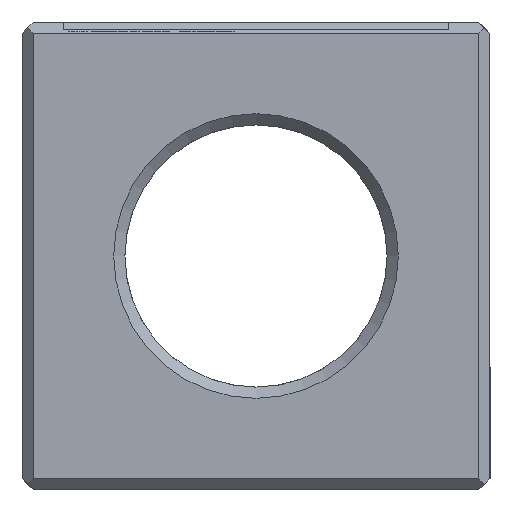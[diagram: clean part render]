
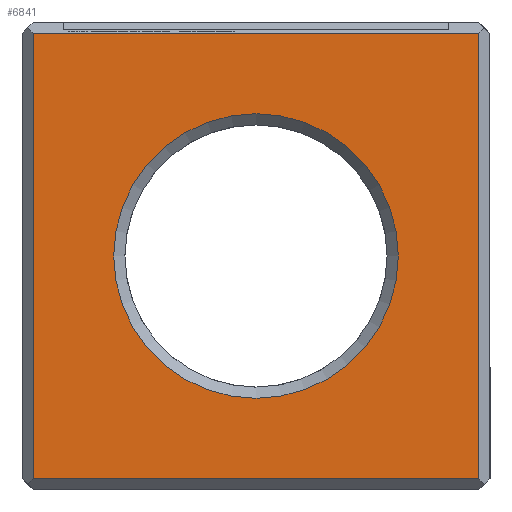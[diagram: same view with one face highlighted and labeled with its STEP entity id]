
A CAD part, left-side view. The second image highlights one B-rep face of the part: STEP entity #6841.
In plain terms, the highlighted planar face has unit normal (-1, 0, 0).
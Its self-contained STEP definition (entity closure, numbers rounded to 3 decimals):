
#72 = PLANE('',#73);
#73 = AXIS2_PLACEMENT_3D('',#74,#75,#76);
#74 = CARTESIAN_POINT('',(0.,0.,0.3));
#75 = DIRECTION('',(-0.707,0.,-0.707)
  );
#76 = DIRECTION('',(0.707,0.,-0.707));
#1482 = PLANE('',#1483);
#1483 = AXIS2_PLACEMENT_3D('',#1484,#1485,#1486);
#1484 = CARTESIAN_POINT('',(0.3,12.5,0.));
#1485 = DIRECTION('',(0.707,-0.707,0.));
#1486 = DIRECTION('',(-0.707,-0.707,0.));
#1713 = PLANE('',#1714);
#1714 = AXIS2_PLACEMENT_3D('',#1715,#1716,#1717);
#1715 = CARTESIAN_POINT('',(0.3,0.,0.));
#1716 = DIRECTION('',(-0.707,-0.707,0.));
#1717 = DIRECTION('',(-0.707,0.707,0.));
#1781 = VERTEX_POINT('',#1782);
#1782 = CARTESIAN_POINT('',(0.,0.3,0.3));
#1803 = EDGE_CURVE('',#1781,#1804,#1806,.T.);
#1804 = VERTEX_POINT('',#1805);
#1805 = CARTESIAN_POINT('',(0.,12.2,0.3));
#1806 = SURFACE_CURVE('',#1807,(#1811,#1818),.PCURVE_S1.);
#1807 = LINE('',#1808,#1809);
#1808 = CARTESIAN_POINT('',(0.,0.,0.3));
#1809 = VECTOR('',#1810,1.);
#1810 = DIRECTION('',(0.,1.,0.));
#1811 = PCURVE('',#72,#1812);
#1812 = DEFINITIONAL_REPRESENTATION('',(#1813),#1817);
#1813 = LINE('',#1814,#1815);
#1814 = CARTESIAN_POINT('',(0.,0.));
#1815 = VECTOR('',#1816,1.);
#1816 = DIRECTION('',(0.,-1.));
#1817 = ( GEOMETRIC_REPRESENTATION_CONTEXT(2) 
PARAMETRIC_REPRESENTATION_CONTEXT() REPRESENTATION_CONTEXT('2D SPACE',''
  ) );
#1818 = PCURVE('',#1819,#1824);
#1819 = PLANE('',#1820);
#1820 = AXIS2_PLACEMENT_3D('',#1821,#1822,#1823);
#1821 = CARTESIAN_POINT('',(0.,12.5,0.));
#1822 = DIRECTION('',(1.,0.,0.));
#1823 = DIRECTION('',(0.,-1.,0.));
#1824 = DEFINITIONAL_REPRESENTATION('',(#1825),#1829);
#1825 = LINE('',#1826,#1827);
#1826 = CARTESIAN_POINT('',(12.5,-0.3));
#1827 = VECTOR('',#1828,1.);
#1828 = DIRECTION('',(-1.,0.));
#1829 = ( GEOMETRIC_REPRESENTATION_CONTEXT(2) 
PARAMETRIC_REPRESENTATION_CONTEXT() REPRESENTATION_CONTEXT('2D SPACE',''
  ) );
#5218 = VERTEX_POINT('',#5219);
#5219 = CARTESIAN_POINT('',(0.,12.2,12.2));
#5233 = PLANE('',#5234);
#5234 = AXIS2_PLACEMENT_3D('',#5235,#5236,#5237);
#5235 = CARTESIAN_POINT('',(0.3,0.,12.5));
#5236 = DIRECTION('',(-0.707,0.,0.707
    ));
#5237 = DIRECTION('',(-0.707,0.,-0.707
    ));
#5245 = EDGE_CURVE('',#1804,#5218,#5246,.T.);
#5246 = SURFACE_CURVE('',#5247,(#5251,#5258),.PCURVE_S1.);
#5247 = LINE('',#5248,#5249);
#5248 = CARTESIAN_POINT('',(0.,12.2,0.));
#5249 = VECTOR('',#5250,1.);
#5250 = DIRECTION('',(0.,0.,1.));
#5251 = PCURVE('',#1482,#5252);
#5252 = DEFINITIONAL_REPRESENTATION('',(#5253),#5257);
#5253 = LINE('',#5254,#5255);
#5254 = CARTESIAN_POINT('',(0.424,-0.));
#5255 = VECTOR('',#5256,1.);
#5256 = DIRECTION('',(0.,-1.));
#5257 = ( GEOMETRIC_REPRESENTATION_CONTEXT(2) 
PARAMETRIC_REPRESENTATION_CONTEXT() REPRESENTATION_CONTEXT('2D SPACE',''
  ) );
#5258 = PCURVE('',#1819,#5259);
#5259 = DEFINITIONAL_REPRESENTATION('',(#5260),#5264);
#5260 = LINE('',#5261,#5262);
#5261 = CARTESIAN_POINT('',(0.3,0.));
#5262 = VECTOR('',#5263,1.);
#5263 = DIRECTION('',(0.,-1.));
#5264 = ( GEOMETRIC_REPRESENTATION_CONTEXT(2) 
PARAMETRIC_REPRESENTATION_CONTEXT() REPRESENTATION_CONTEXT('2D SPACE',''
  ) );
#6798 = VERTEX_POINT('',#6799);
#6799 = CARTESIAN_POINT('',(0.,0.3,12.2));
#6820 = EDGE_CURVE('',#1781,#6798,#6821,.T.);
#6821 = SURFACE_CURVE('',#6822,(#6826,#6833),.PCURVE_S1.);
#6822 = LINE('',#6823,#6824);
#6823 = CARTESIAN_POINT('',(0.,0.3,0.));
#6824 = VECTOR('',#6825,1.);
#6825 = DIRECTION('',(0.,0.,1.));
#6826 = PCURVE('',#1713,#6827);
#6827 = DEFINITIONAL_REPRESENTATION('',(#6828),#6832);
#6828 = LINE('',#6829,#6830);
#6829 = CARTESIAN_POINT('',(0.424,0.));
#6830 = VECTOR('',#6831,1.);
#6831 = DIRECTION('',(0.,-1.));
#6832 = ( GEOMETRIC_REPRESENTATION_CONTEXT(2) 
PARAMETRIC_REPRESENTATION_CONTEXT() REPRESENTATION_CONTEXT('2D SPACE',''
  ) );
#6833 = PCURVE('',#1819,#6834);
#6834 = DEFINITIONAL_REPRESENTATION('',(#6835),#6839);
#6835 = LINE('',#6836,#6837);
#6836 = CARTESIAN_POINT('',(12.2,0.));
#6837 = VECTOR('',#6838,1.);
#6838 = DIRECTION('',(0.,-1.));
#6839 = ( GEOMETRIC_REPRESENTATION_CONTEXT(2) 
PARAMETRIC_REPRESENTATION_CONTEXT() REPRESENTATION_CONTEXT('2D SPACE',''
  ) );
#6841 = ADVANCED_FACE('',(#6842,#6868),#1819,.F.);
#6842 = FACE_BOUND('',#6843,.F.);
#6843 = EDGE_LOOP('',(#6844,#6845,#6846,#6847));
#6844 = ORIENTED_EDGE('',*,*,#6820,.F.);
#6845 = ORIENTED_EDGE('',*,*,#1803,.T.);
#6846 = ORIENTED_EDGE('',*,*,#5245,.T.);
#6847 = ORIENTED_EDGE('',*,*,#6848,.F.);
#6848 = EDGE_CURVE('',#6798,#5218,#6849,.T.);
#6849 = SURFACE_CURVE('',#6850,(#6854,#6861),.PCURVE_S1.);
#6850 = LINE('',#6851,#6852);
#6851 = CARTESIAN_POINT('',(0.,0.,12.2));
#6852 = VECTOR('',#6853,1.);
#6853 = DIRECTION('',(0.,1.,0.));
#6854 = PCURVE('',#1819,#6855);
#6855 = DEFINITIONAL_REPRESENTATION('',(#6856),#6860);
#6856 = LINE('',#6857,#6858);
#6857 = CARTESIAN_POINT('',(12.5,-12.2));
#6858 = VECTOR('',#6859,1.);
#6859 = DIRECTION('',(-1.,0.));
#6860 = ( GEOMETRIC_REPRESENTATION_CONTEXT(2) 
PARAMETRIC_REPRESENTATION_CONTEXT() REPRESENTATION_CONTEXT('2D SPACE',''
  ) );
#6861 = PCURVE('',#5233,#6862);
#6862 = DEFINITIONAL_REPRESENTATION('',(#6863),#6867);
#6863 = LINE('',#6864,#6865);
#6864 = CARTESIAN_POINT('',(0.424,0.));
#6865 = VECTOR('',#6866,1.);
#6866 = DIRECTION('',(0.,-1.));
#6867 = ( GEOMETRIC_REPRESENTATION_CONTEXT(2) 
PARAMETRIC_REPRESENTATION_CONTEXT() REPRESENTATION_CONTEXT('2D SPACE',''
  ) );
#6868 = FACE_BOUND('',#6869,.F.);
#6869 = EDGE_LOOP('',(#6870));
#6870 = ORIENTED_EDGE('',*,*,#6871,.T.);
#6871 = EDGE_CURVE('',#6872,#6872,#6874,.T.);
#6872 = VERTEX_POINT('',#6873);
#6873 = CARTESIAN_POINT('',(0.,2.45,6.25));
#6874 = SURFACE_CURVE('',#6875,(#6880,#6891),.PCURVE_S1.);
#6875 = CIRCLE('',#6876,3.8);
#6876 = AXIS2_PLACEMENT_3D('',#6877,#6878,#6879);
#6877 = CARTESIAN_POINT('',(0.,6.25,6.25));
#6878 = DIRECTION('',(-1.,0.,0.));
#6879 = DIRECTION('',(0.,-1.,0.));
#6880 = PCURVE('',#1819,#6881);
#6881 = DEFINITIONAL_REPRESENTATION('',(#6882),#6890);
#6882 = ( BOUNDED_CURVE() B_SPLINE_CURVE(2,(#6883,#6884,#6885,#6886,
#6887,#6888,#6889),.UNSPECIFIED.,.T.,.F.) B_SPLINE_CURVE_WITH_KNOTS((1,2
    ,2,2,2,1),(-2.094,0.,2.094,4.189,
6.283,8.378),.UNSPECIFIED.) CURVE() 
GEOMETRIC_REPRESENTATION_ITEM() RATIONAL_B_SPLINE_CURVE((1.,0.5,1.,0.5,
1.,0.5,1.)) REPRESENTATION_ITEM('') );
#6883 = CARTESIAN_POINT('',(10.05,-6.25));
#6884 = CARTESIAN_POINT('',(10.05,-12.832));
#6885 = CARTESIAN_POINT('',(4.35,-9.541));
#6886 = CARTESIAN_POINT('',(-1.35,-6.25));
#6887 = CARTESIAN_POINT('',(4.35,-2.959));
#6888 = CARTESIAN_POINT('',(10.05,0.332));
#6889 = CARTESIAN_POINT('',(10.05,-6.25));
#6890 = ( GEOMETRIC_REPRESENTATION_CONTEXT(2) 
PARAMETRIC_REPRESENTATION_CONTEXT() REPRESENTATION_CONTEXT('2D SPACE',''
  ) );
#6891 = PCURVE('',#6892,#6897);
#6892 = CONICAL_SURFACE('',#6893,3.5,0.785);
#6893 = AXIS2_PLACEMENT_3D('',#6894,#6895,#6896);
#6894 = CARTESIAN_POINT('',(0.3,6.25,6.25));
#6895 = DIRECTION('',(-1.,-0.,-0.));
#6896 = DIRECTION('',(0.,-1.,0.));
#6897 = DEFINITIONAL_REPRESENTATION('',(#6898),#6902);
#6898 = LINE('',#6899,#6900);
#6899 = CARTESIAN_POINT('',(-0.,0.3));
#6900 = VECTOR('',#6901,1.);
#6901 = DIRECTION('',(1.,-0.));
#6902 = ( GEOMETRIC_REPRESENTATION_CONTEXT(2) 
PARAMETRIC_REPRESENTATION_CONTEXT() REPRESENTATION_CONTEXT('2D SPACE',''
  ) );
